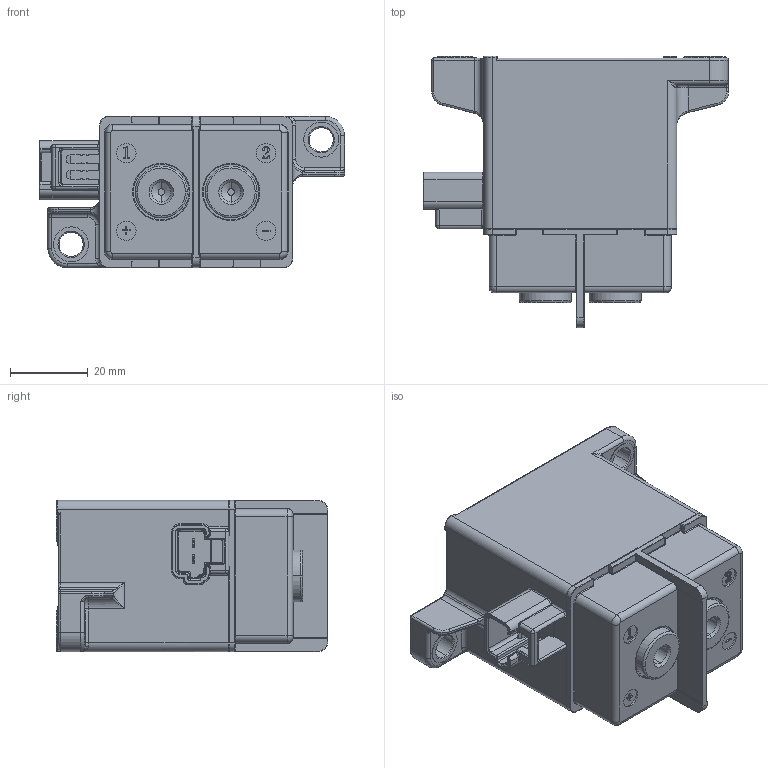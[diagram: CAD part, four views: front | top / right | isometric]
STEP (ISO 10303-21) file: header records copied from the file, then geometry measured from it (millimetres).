
FILE_DESCRIPTION (( 'STEP AP214' ), '1' );
FILE_NAME ('STCH-200A750-12NV-001(俋倛耀倰)20230614.STEP', '2023-06-14T09:43:03', ( '' ), ( '' ), 'SwSTEP 2.0', 'SolidWorks 2022', '' );
FILE_SCHEMA (( 'AUTOMOTIVE_DESIGN' ));
Length unit declared in the file: millimetre
Products named in the file (1): STCH-200A750-12NV-001(外形模型)20230614
Bounding box: 78.65 x 70 x 39 mm (x, y, z)
Volume: 113987.2 mm3; surface area: 20602.4 mm2
Topology: 1 solids, 1 shells, 1901 faces, 4409 edges, 2369 vertices
Faces by surface type: cylinder 831, plane 395, torus 337, sphere 177, bspline 145, cone 16
Entity records: 76077 total; most frequent: CARTESIAN_POINT 13422, DIRECTION 9483, ORIENTED_EDGE 8408, EDGE_CURVE 4204, AXIS2_PLACEMENT_3D 3836, VERTEX_POINT 2363, CIRCLE 2079, EDGE_LOOP 1965
